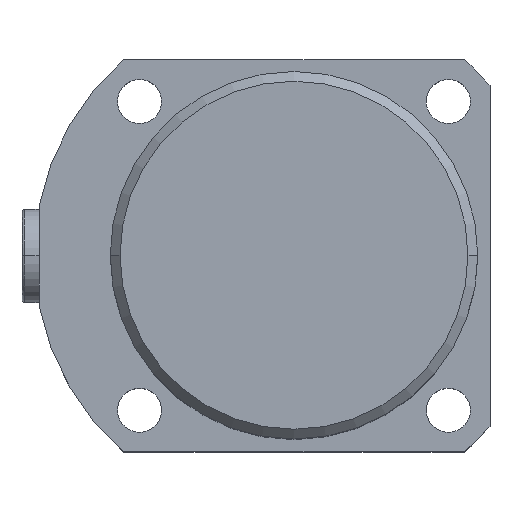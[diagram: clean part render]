
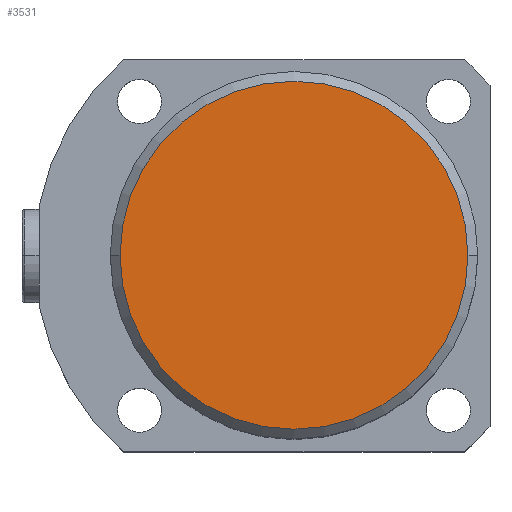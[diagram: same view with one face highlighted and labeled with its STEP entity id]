
A CAD part, top view. The second image highlights one B-rep face of the part: STEP entity #3531.
In plain terms, the highlighted planar face has unit normal (0, 0, 1).
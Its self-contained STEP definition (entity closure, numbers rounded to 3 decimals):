
#52 = AXIS2_PLACEMENT_3D ( 'NONE', #431, #430, #429 ) ;
#114 = EDGE_CURVE ( 'NONE', #2574, #2521, #2039, .T. ) ;
#248 = EDGE_CURVE ( 'NONE', #2521, #2574, #1857, .T. ) ;
#429 = DIRECTION ( 'NONE',  ( 1., 0., 0. ) ) ;
#430 = DIRECTION ( 'NONE',  ( 0., 0., 1. ) ) ;
#431 = CARTESIAN_POINT ( 'NONE',  ( 0., 0., 107. ) ) ;
#938 = DIRECTION ( 'NONE',  ( 1., 0., 0. ) ) ;
#939 = DIRECTION ( 'NONE',  ( 0., 0., 1. ) ) ;
#940 = CARTESIAN_POINT ( 'NONE',  ( 0., 0., 107. ) ) ;
#1553 = FACE_OUTER_BOUND ( 'NONE', #2712, .T. ) ;
#1857 = CIRCLE ( 'NONE', #2852, 35.5 ) ;
#2039 = CIRCLE ( 'NONE', #52, 35.5 ) ;
#2286 = ORIENTED_EDGE ( 'NONE', *, *, #248, .T. ) ;
#2287 = ORIENTED_EDGE ( 'NONE', *, *, #114, .T. ) ;
#2521 = VERTEX_POINT ( 'NONE', #3271 ) ;
#2574 = VERTEX_POINT ( 'NONE', #3152 ) ;
#2712 = EDGE_LOOP ( 'NONE', ( #2286, #2287 ) ) ;
#2752 = AXIS2_PLACEMENT_3D ( 'NONE', #2988, #2981, #2980 ) ;
#2852 = AXIS2_PLACEMENT_3D ( 'NONE', #940, #939, #938 ) ;
#2980 = DIRECTION ( 'NONE',  ( 1., 0., 0. ) ) ;
#2981 = DIRECTION ( 'NONE',  ( 0., 0., 1. ) ) ;
#2986 = PLANE ( 'NONE',  #2752 ) ;
#2988 = CARTESIAN_POINT ( 'NONE',  ( 0., 0., 107. ) ) ;
#3152 = CARTESIAN_POINT ( 'NONE',  ( 35.5, 0., 107. ) ) ;
#3271 = CARTESIAN_POINT ( 'NONE',  ( -35.5, 0., 107. ) ) ;
#3531 = ADVANCED_FACE ( 'NONE', ( #1553 ), #2986, .T. ) ;
